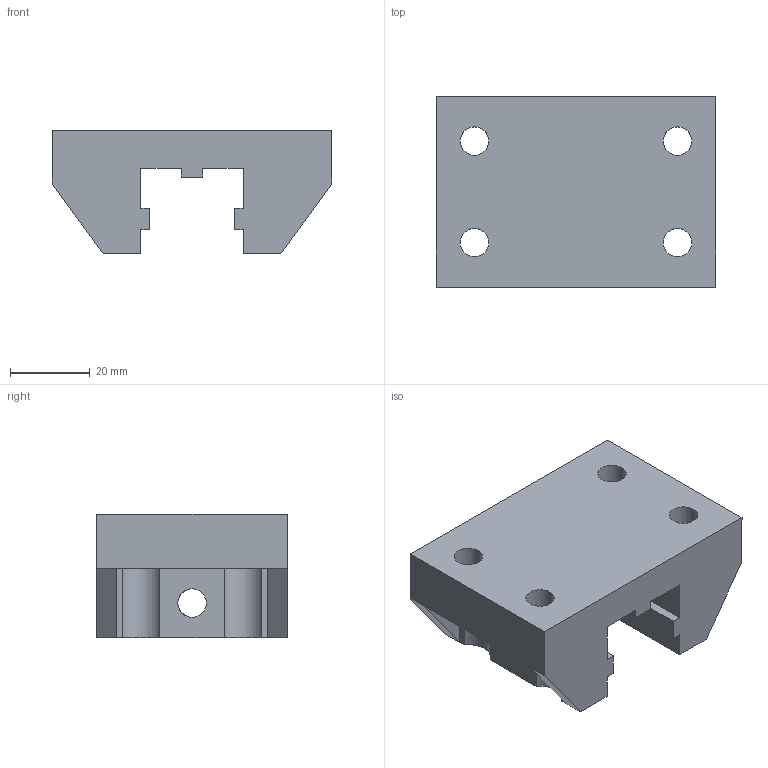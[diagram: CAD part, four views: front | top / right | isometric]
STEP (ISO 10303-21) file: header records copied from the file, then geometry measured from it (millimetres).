
FILE_DESCRIPTION((''),'2;1');
FILE_NAME('10LM8440.stp','2015-07-14T09:39:21',(''),(''),'Mechanical Desktop 2011','Mechanical Desktop 2011',', , ');
FILE_SCHEMA(('AUTOMOTIVE_DESIGN { 1 2 10303 214 1 1 1 1 }'));
Length unit declared in the file: inch
Products named in the file (1): Product
Bounding box: 69.85 x 47.62 x 30.94 mm (x, y, z)
Volume: 55407.2 mm3; surface area: 16632.6 mm2
Topology: 1 solids, 1 shells, 62 faces, 174 edges, 114 vertices
Faces by surface type: plane 42, cylinder 16, bspline 4
Entity records: 2055 total; most frequent: CARTESIAN_POINT 363, ORIENTED_EDGE 348, DIRECTION 326, EDGE_CURVE 174, VECTOR 140, LINE 140, VERTEX_POINT 114, AXIS2_PLACEMENT_3D 93
